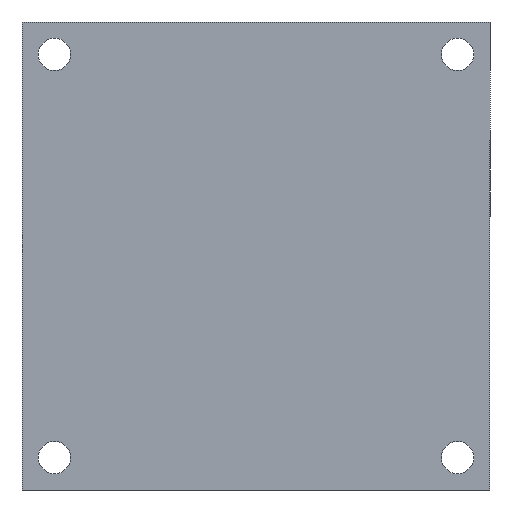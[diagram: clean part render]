
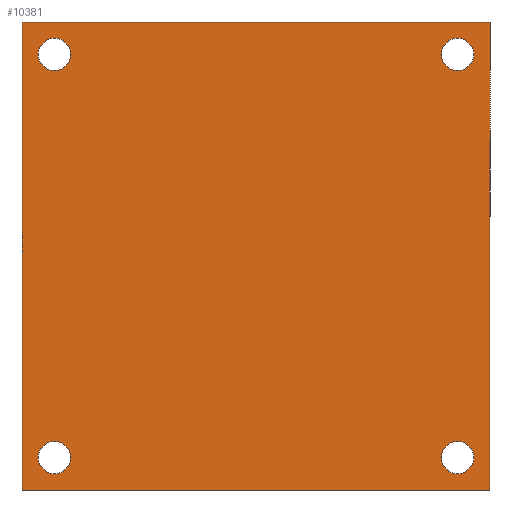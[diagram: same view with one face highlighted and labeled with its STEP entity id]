
A CAD part, front view. The second image highlights one B-rep face of the part: STEP entity #10381.
In plain terms, the highlighted planar face has unit normal (0, -1, 0).
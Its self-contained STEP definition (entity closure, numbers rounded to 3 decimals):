
#50 = CIRCLE ( 'NONE', #6031, 1.5 ) ;
#176 = CARTESIAN_POINT ( 'NONE',  ( -3., 0., 40.3 ) ) ;
#216 = CARTESIAN_POINT ( 'NONE',  ( 0., 0., 43.3 ) ) ;
#697 = VERTEX_POINT ( 'NONE', #10553 ) ;
#732 = EDGE_CURVE ( 'NONE', #832, #5981, #7076, .T. ) ;
#736 = ORIENTED_EDGE ( 'NONE', *, *, #10915, .T. ) ;
#832 = VERTEX_POINT ( 'NONE', #8680 ) ;
#861 = CARTESIAN_POINT ( 'NONE',  ( -3., 0., 4.5 ) ) ;
#971 = EDGE_CURVE ( 'NONE', #12891, #1142, #7547, .T. ) ;
#1076 = AXIS2_PLACEMENT_3D ( 'NONE', #5549, #5699, #11287 ) ;
#1096 = DIRECTION ( 'NONE',  ( 0., 0., 1. ) ) ;
#1109 = EDGE_LOOP ( 'NONE', ( #6354, #10196 ) ) ;
#1132 = DIRECTION ( 'NONE',  ( 0., 1., 0. ) ) ;
#1142 = VERTEX_POINT ( 'NONE', #11967 ) ;
#1148 = FACE_BOUND ( 'NONE', #1109, .T. ) ;
#1157 = CARTESIAN_POINT ( 'NONE',  ( 0., 0., 0. ) ) ;
#1597 = ORIENTED_EDGE ( 'NONE', *, *, #13128, .T. ) ;
#2450 = VECTOR ( 'NONE', #12370, 1000. ) ;
#2461 = DIRECTION ( 'NONE',  ( 0., 1., 0. ) ) ;
#2553 = CARTESIAN_POINT ( 'NONE',  ( -3., 0., 3. ) ) ;
#2571 = CARTESIAN_POINT ( 'NONE',  ( -40.3, 0., 40.3 ) ) ;
#2623 = ORIENTED_EDGE ( 'NONE', *, *, #13261, .T. ) ;
#2685 = CIRCLE ( 'NONE', #5081, 1.5 ) ;
#2694 = LINE ( 'NONE', #3897, #7478 ) ;
#2813 = EDGE_LOOP ( 'NONE', ( #5007, #736 ) ) ;
#2855 = VERTEX_POINT ( 'NONE', #5131 ) ;
#2905 = CIRCLE ( 'NONE', #13883, 1.5 ) ;
#2934 = CARTESIAN_POINT ( 'NONE',  ( -40.3, 0., 3. ) ) ;
#3219 = ORIENTED_EDGE ( 'NONE', *, *, #8744, .T. ) ;
#3383 = CARTESIAN_POINT ( 'NONE',  ( -40.3, 0., 4.5 ) ) ;
#3414 = VECTOR ( 'NONE', #8284, 1000. ) ;
#3570 = FACE_BOUND ( 'NONE', #7988, .T. ) ;
#3692 = DIRECTION ( 'NONE',  ( 0., 1., 0. ) ) ;
#3891 = DIRECTION ( 'NONE',  ( 1., 0., 0. ) ) ;
#3897 = CARTESIAN_POINT ( 'NONE',  ( -43.3, 0., 21.65 ) ) ;
#3910 = CARTESIAN_POINT ( 'NONE',  ( -3., 0., 40.3 ) ) ;
#4015 = VECTOR ( 'NONE', #3891, 1000. ) ;
#4031 = EDGE_CURVE ( 'NONE', #5709, #10501, #7368, .T. ) ;
#4158 = ORIENTED_EDGE ( 'NONE', *, *, #7301, .T. ) ;
#4310 = ORIENTED_EDGE ( 'NONE', *, *, #13594, .T. ) ;
#4582 = VERTEX_POINT ( 'NONE', #10029 ) ;
#4616 = CIRCLE ( 'NONE', #8409, 1.5 ) ;
#4625 = FACE_BOUND ( 'NONE', #2813, .T. ) ;
#4778 = LINE ( 'NONE', #10603, #3414 ) ;
#4918 = VERTEX_POINT ( 'NONE', #1157 ) ;
#5007 = ORIENTED_EDGE ( 'NONE', *, *, #732, .T. ) ;
#5081 = AXIS2_PLACEMENT_3D ( 'NONE', #2553, #5988, #6208 ) ;
#5131 = CARTESIAN_POINT ( 'NONE',  ( -3., 0., 38.8 ) ) ;
#5266 = CARTESIAN_POINT ( 'NONE',  ( -40.3, 0., 38.8 ) ) ;
#5549 = CARTESIAN_POINT ( 'NONE',  ( -3., 0., 3. ) ) ;
#5698 = EDGE_LOOP ( 'NONE', ( #4158, #7514 ) ) ;
#5699 = DIRECTION ( 'NONE',  ( 0., 1., 0. ) ) ;
#5709 = VERTEX_POINT ( 'NONE', #6468 ) ;
#5875 = AXIS2_PLACEMENT_3D ( 'NONE', #12868, #3692, #10630 ) ;
#5981 = VERTEX_POINT ( 'NONE', #3383 ) ;
#5988 = DIRECTION ( 'NONE',  ( 0., 1., 0. ) ) ;
#6031 = AXIS2_PLACEMENT_3D ( 'NONE', #3910, #12941, #11807 ) ;
#6208 = DIRECTION ( 'NONE',  ( 0., 0., 1. ) ) ;
#6354 = ORIENTED_EDGE ( 'NONE', *, *, #6741, .T. ) ;
#6468 = CARTESIAN_POINT ( 'NONE',  ( -40.3, 0., 41.8 ) ) ;
#6654 = CARTESIAN_POINT ( 'NONE',  ( -43.3, 0., 0. ) ) ;
#6705 = LINE ( 'NONE', #12444, #2450 ) ;
#6741 = EDGE_CURVE ( 'NONE', #10501, #5709, #7708, .T. ) ;
#6935 = PLANE ( 'NONE',  #13638 ) ;
#7076 = CIRCLE ( 'NONE', #5875, 1.5 ) ;
#7301 = EDGE_CURVE ( 'NONE', #1142, #12891, #2685, .T. ) ;
#7368 = CIRCLE ( 'NONE', #8804, 1.5 ) ;
#7478 = VECTOR ( 'NONE', #8370, 1000. ) ;
#7514 = ORIENTED_EDGE ( 'NONE', *, *, #971, .T. ) ;
#7547 = CIRCLE ( 'NONE', #1076, 1.5 ) ;
#7646 = EDGE_CURVE ( 'NONE', #8572, #4582, #4778, .T. ) ;
#7708 = CIRCLE ( 'NONE', #13899, 1.5 ) ;
#7988 = EDGE_LOOP ( 'NONE', ( #11313, #2623 ) ) ;
#8205 = DIRECTION ( 'NONE',  ( 0., 0., 1. ) ) ;
#8284 = DIRECTION ( 'NONE',  ( -1., 0., 0. ) ) ;
#8370 = DIRECTION ( 'NONE',  ( 0., 0., -1. ) ) ;
#8409 = AXIS2_PLACEMENT_3D ( 'NONE', #176, #12591, #12745 ) ;
#8572 = VERTEX_POINT ( 'NONE', #216 ) ;
#8680 = CARTESIAN_POINT ( 'NONE',  ( -40.3, 0., 1.5 ) ) ;
#8744 = EDGE_CURVE ( 'NONE', #9774, #4918, #14276, .T. ) ;
#8804 = AXIS2_PLACEMENT_3D ( 'NONE', #11495, #2461, #1096 ) ;
#8861 = EDGE_LOOP ( 'NONE', ( #3219, #1597, #9641, #4310 ) ) ;
#9287 = DIRECTION ( 'NONE',  ( 0., 0., 1. ) ) ;
#9641 = ORIENTED_EDGE ( 'NONE', *, *, #7646, .T. ) ;
#9774 = VERTEX_POINT ( 'NONE', #6654 ) ;
#10029 = CARTESIAN_POINT ( 'NONE',  ( -43.3, 0., 43.3 ) ) ;
#10196 = ORIENTED_EDGE ( 'NONE', *, *, #4031, .T. ) ;
#10208 = DIRECTION ( 'NONE',  ( 0., 1., 0. ) ) ;
#10381 = ADVANCED_FACE ( 'NONE', ( #1148, #4625, #14790, #3570, #13580 ), #6935, .F. ) ;
#10501 = VERTEX_POINT ( 'NONE', #5266 ) ;
#10553 = CARTESIAN_POINT ( 'NONE',  ( -3., 0., 41.8 ) ) ;
#10603 = CARTESIAN_POINT ( 'NONE',  ( -69.421, 0., 43.3 ) ) ;
#10630 = DIRECTION ( 'NONE',  ( 0., 0., 1. ) ) ;
#10915 = EDGE_CURVE ( 'NONE', #5981, #832, #2905, .T. ) ;
#11287 = DIRECTION ( 'NONE',  ( 0., 0., 1. ) ) ;
#11313 = ORIENTED_EDGE ( 'NONE', *, *, #11390, .T. ) ;
#11390 = EDGE_CURVE ( 'NONE', #2855, #697, #50, .T. ) ;
#11495 = CARTESIAN_POINT ( 'NONE',  ( -40.3, 0., 40.3 ) ) ;
#11807 = DIRECTION ( 'NONE',  ( 0., 0., 1. ) ) ;
#11967 = CARTESIAN_POINT ( 'NONE',  ( -3., 0., 1.5 ) ) ;
#12036 = DIRECTION ( 'NONE',  ( 0., 1., 0. ) ) ;
#12370 = DIRECTION ( 'NONE',  ( 0., 0., 1. ) ) ;
#12444 = CARTESIAN_POINT ( 'NONE',  ( 0., 0., 21.65 ) ) ;
#12591 = DIRECTION ( 'NONE',  ( 0., 1., 0. ) ) ;
#12599 = CARTESIAN_POINT ( 'NONE',  ( -69.421, 0., 21.65 ) ) ;
#12745 = DIRECTION ( 'NONE',  ( 0., 0., 1. ) ) ;
#12868 = CARTESIAN_POINT ( 'NONE',  ( -40.3, 0., 3. ) ) ;
#12891 = VERTEX_POINT ( 'NONE', #861 ) ;
#12941 = DIRECTION ( 'NONE',  ( 0., 1., 0. ) ) ;
#13068 = CARTESIAN_POINT ( 'NONE',  ( -69.421, 0., 0. ) ) ;
#13128 = EDGE_CURVE ( 'NONE', #4918, #8572, #6705, .T. ) ;
#13261 = EDGE_CURVE ( 'NONE', #697, #2855, #4616, .T. ) ;
#13580 = FACE_OUTER_BOUND ( 'NONE', #8861, .T. ) ;
#13594 = EDGE_CURVE ( 'NONE', #4582, #9774, #2694, .T. ) ;
#13614 = DIRECTION ( 'NONE',  ( 0., 0., 1. ) ) ;
#13638 = AXIS2_PLACEMENT_3D ( 'NONE', #12599, #10208, #8205 ) ;
#13883 = AXIS2_PLACEMENT_3D ( 'NONE', #2934, #12036, #13614 ) ;
#13899 = AXIS2_PLACEMENT_3D ( 'NONE', #2571, #1132, #9287 ) ;
#14276 = LINE ( 'NONE', #13068, #4015 ) ;
#14790 = FACE_BOUND ( 'NONE', #5698, .T. ) ;
